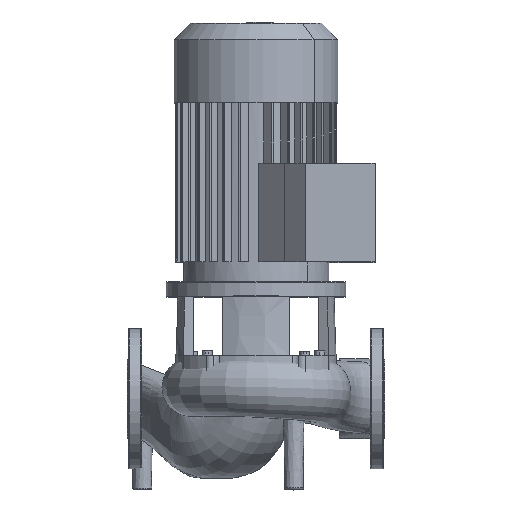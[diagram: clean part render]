
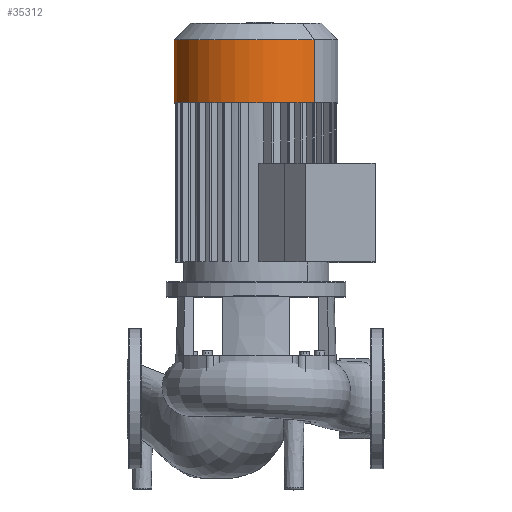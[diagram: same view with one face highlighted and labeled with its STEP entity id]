
A CAD part, top view. The second image highlights one B-rep face of the part: STEP entity #35312.
In plain terms, the highlighted cylindrical face has radius 108.5 mm (diameter 217 mm), a partial arc.
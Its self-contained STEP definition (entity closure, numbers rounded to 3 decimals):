
#30918=CARTESIAN_POINT('',(246.721,390.0,246.721));
#30919=VERTEX_POINT('',#30918);
#30920=CARTESIAN_POINT('',(246.721,473.3,246.721));
#30921=VERTEX_POINT('',#30920);
#30922=CARTESIAN_POINT('',(246.721,390.0,246.721));
#30923=DIRECTION('',(0.0,1.0,0.0));
#30924=VECTOR('',#30923,83.3);
#30925=LINE('',#30922,#30924);
#30926=EDGE_CURVE('',#30919,#30921,#30925,.T.);
#30928=CARTESIAN_POINT('',(93.279,390.0,93.279));
#30929=VERTEX_POINT('',#30928);
#30937=CARTESIAN_POINT('',(93.279,473.3,93.279));
#30938=VERTEX_POINT('',#30937);
#30939=CARTESIAN_POINT('',(93.279,390.0,93.279));
#30940=DIRECTION('',(0.0,1.0,0.0));
#30941=VECTOR('',#30940,83.3);
#30942=LINE('',#30939,#30941);
#30943=EDGE_CURVE('',#30929,#30938,#30942,.T.);
#33861=CARTESIAN_POINT('',(170.,390.0,170.0));
#33862=DIRECTION('',(0.0,1.,0.0));
#33863=DIRECTION('',(0.707,0.0,0.707));
#33864=AXIS2_PLACEMENT_3D('',#33861,#33862,#33863);
#33865=CIRCLE('',#33864,108.5);
#33866=EDGE_CURVE('',#30929,#30919,#33865,.T.);
#35291=CARTESIAN_POINT('',(170.,473.3,170.0));
#35292=DIRECTION('',(0.0,1.,0.0));
#35293=DIRECTION('',(0.707,0.0,0.707));
#35294=AXIS2_PLACEMENT_3D('',#35291,#35292,#35293);
#35295=CIRCLE('',#35294,108.5);
#35296=EDGE_CURVE('',#30938,#30921,#35295,.T.);
#35301=CARTESIAN_POINT('',(170.,495.0,170.0));
#35302=DIRECTION('',(0.0,-1.0,0.0));
#35303=DIRECTION('',(0.707,0.0,0.707));
#35304=AXIS2_PLACEMENT_3D('',#35301,#35302,#35303);
#35305=CYLINDRICAL_SURFACE('',#35304,108.5);
#35306=ORIENTED_EDGE('',*,*,#30926,.T.);
#35307=ORIENTED_EDGE('',*,*,#35296,.F.);
#35308=ORIENTED_EDGE('',*,*,#30943,.F.);
#35309=ORIENTED_EDGE('',*,*,#33866,.T.);
#35310=EDGE_LOOP('',(#35306,#35307,#35308,#35309));
#35311=FACE_OUTER_BOUND('',#35310,.T.);
#35312=ADVANCED_FACE('',(#35311),#35305,.T.);
